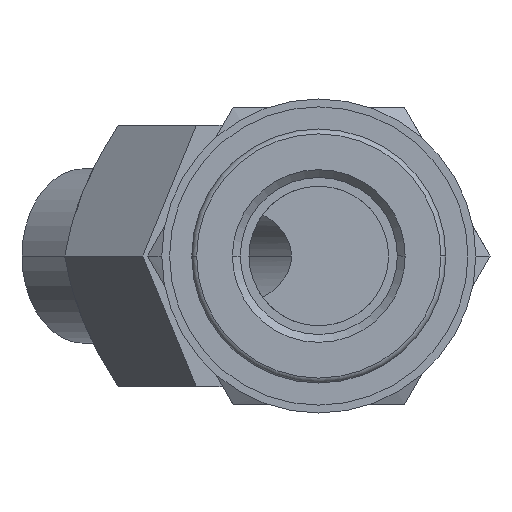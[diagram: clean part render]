
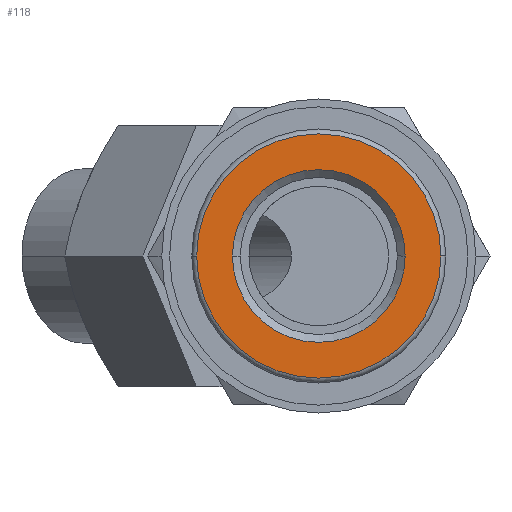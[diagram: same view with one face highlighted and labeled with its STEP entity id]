
A CAD part, front view. The second image highlights one B-rep face of the part: STEP entity #118.
In plain terms, the highlighted planar face has unit normal (0, -1, 0).
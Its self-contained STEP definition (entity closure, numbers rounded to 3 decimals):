
#118=ADVANCED_FACE('',(#306,#307),#308,.T.);
#306=FACE_BOUND('',#569,.T.);
#307=FACE_OUTER_BOUND('',#570,.T.);
#308=PLANE('',#571);
#569=EDGE_LOOP('',(#855,#856));
#570=EDGE_LOOP('',(#857,#858));
#571=AXIS2_PLACEMENT_3D('',#859,#860,#861);
#855=ORIENTED_EDGE('',*,*,#1529,.T.);
#856=ORIENTED_EDGE('',*,*,#1530,.T.);
#857=ORIENTED_EDGE('',*,*,#1531,.T.);
#858=ORIENTED_EDGE('',*,*,#1532,.T.);
#859=CARTESIAN_POINT('',(0.0,0.0,0.0));
#860=DIRECTION('',(0.0,-1.0,0.0));
#861=DIRECTION('',(1.0,0.0,0.));
#1529=EDGE_CURVE('',#1817,#1818,#1819,.T.);
#1530=EDGE_CURVE('',#1818,#1817,#1820,.T.);
#1531=EDGE_CURVE('',#1821,#1822,#1823,.T.);
#1532=EDGE_CURVE('',#1822,#1821,#1824,.T.);
#1817=VERTEX_POINT('',#2256);
#1818=VERTEX_POINT('',#2257);
#1819=CIRCLE('',#2258,4.95);
#1820=CIRCLE('',#2259,4.95);
#1821=VERTEX_POINT('',#2260);
#1822=VERTEX_POINT('',#2261);
#1823=CIRCLE('',#2262,7.0);
#1824=CIRCLE('',#2263,7.0);
#2256=CARTESIAN_POINT('',(4.95,0.0,0.0));
#2257=CARTESIAN_POINT('',(-4.95,0.0,0.));
#2258=AXIS2_PLACEMENT_3D('',#3063,#3064,#3065);
#2259=AXIS2_PLACEMENT_3D('',#3066,#3067,#3068);
#2260=CARTESIAN_POINT('',(-7.0,0.0,0.));
#2261=CARTESIAN_POINT('',(7.0,0.0,0.));
#2262=AXIS2_PLACEMENT_3D('',#3069,#3070,#3071);
#2263=AXIS2_PLACEMENT_3D('',#3072,#3073,#3074);
#3063=CARTESIAN_POINT('',(0.0,0.0,0.0));
#3064=DIRECTION('',(0.0,1.0,0.0));
#3065=DIRECTION('',(-1.0,0.0,0.));
#3066=CARTESIAN_POINT('',(0.0,0.0,0.0));
#3067=DIRECTION('',(0.0,1.0,0.0));
#3068=DIRECTION('',(-1.0,0.0,0.));
#3069=CARTESIAN_POINT('',(0.0,0.0,0.0));
#3070=DIRECTION('',(0.0,-1.0,-0.0));
#3071=DIRECTION('',(-1.0,0.0,0.));
#3072=CARTESIAN_POINT('',(0.0,0.0,0.0));
#3073=DIRECTION('',(0.0,-1.0,-0.0));
#3074=DIRECTION('',(-1.0,0.0,0.));
